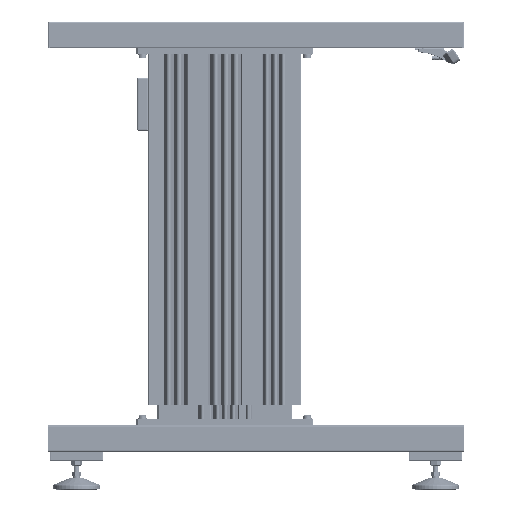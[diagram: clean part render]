
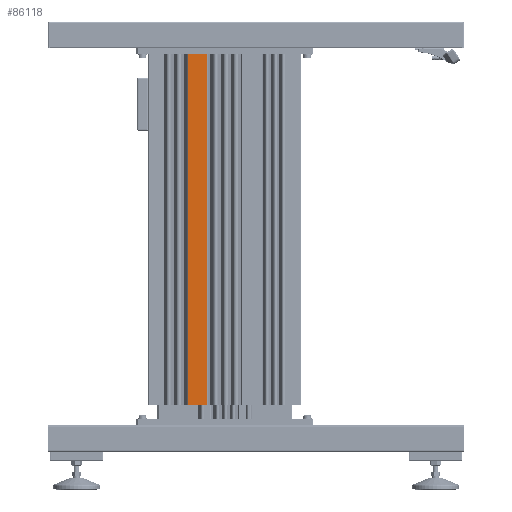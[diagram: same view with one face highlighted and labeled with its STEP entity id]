
A CAD part, left-side view. The second image highlights one B-rep face of the part: STEP entity #86118.
In plain terms, the highlighted face is planar.
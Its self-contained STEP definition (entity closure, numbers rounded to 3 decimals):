
#1965=PLANE('',#92918);
#8072=FACE_OUTER_BOUND('',#12787,.T.);
#12787=EDGE_LOOP('',(#63949,#63950,#63951,#63952));
#18940=LINE('',#131640,#26913);
#19482=LINE('',#133497,#27455);
#19483=LINE('',#133498,#27456);
#19484=LINE('',#133499,#27457);
#26913=VECTOR('',#104875,1000.);
#27455=VECTOR('',#106097,1000.);
#27456=VECTOR('',#106098,1000.);
#27457=VECTOR('',#106099,1000.);
#39348=VERTEX_POINT('',#131637);
#39349=VERTEX_POINT('',#131639);
#40169=VERTEX_POINT('',#133495);
#40170=VERTEX_POINT('',#133496);
#48238=EDGE_CURVE('',#39349,#39348,#18940,.T.);
#49092=EDGE_CURVE('',#40169,#40170,#19482,.T.);
#49093=EDGE_CURVE('',#39349,#40169,#19483,.T.);
#49094=EDGE_CURVE('',#39348,#40170,#19484,.T.);
#63949=ORIENTED_EDGE('',*,*,#49092,.F.);
#63950=ORIENTED_EDGE('',*,*,#49093,.F.);
#63951=ORIENTED_EDGE('',*,*,#48238,.T.);
#63952=ORIENTED_EDGE('',*,*,#49094,.T.);
#86118=ADVANCED_FACE('',(#8072),#1965,.T.);
#92918=AXIS2_PLACEMENT_3D('',#133494,#106095,#106096);
#104875=DIRECTION('',(1.,0.,0.));
#106095=DIRECTION('center_axis',(0.,0.,-1.));
#106096=DIRECTION('ref_axis',(-1.,0.,0.));
#106097=DIRECTION('',(1.,0.,0.));
#106098=DIRECTION('',(0.,-1.,0.));
#106099=DIRECTION('',(0.,-1.,0.));
#131637=CARTESIAN_POINT('',(62.41,595.,-30.));
#131639=CARTESIAN_POINT('',(29.56,595.,-30.));
#131640=CARTESIAN_POINT('',(0.,595.,-30.));
#133494=CARTESIAN_POINT('Origin',(0.,595.,-30.));
#133495=CARTESIAN_POINT('',(29.56,0.,-30.));
#133496=CARTESIAN_POINT('',(62.41,0.,-30.));
#133497=CARTESIAN_POINT('',(0.,0.,-30.));
#133498=CARTESIAN_POINT('',(29.56,652.093,-30.));
#133499=CARTESIAN_POINT('',(62.41,652.093,-30.));
